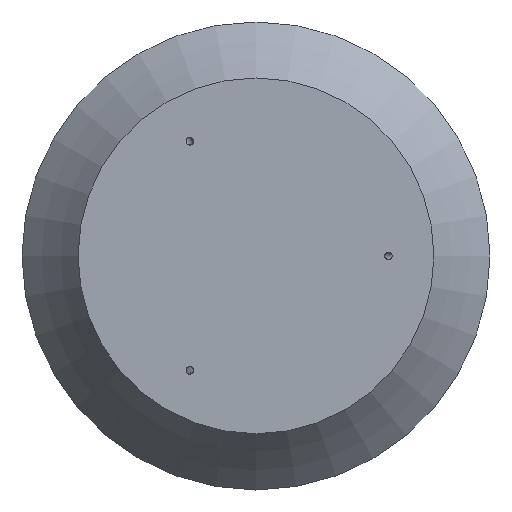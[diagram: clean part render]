
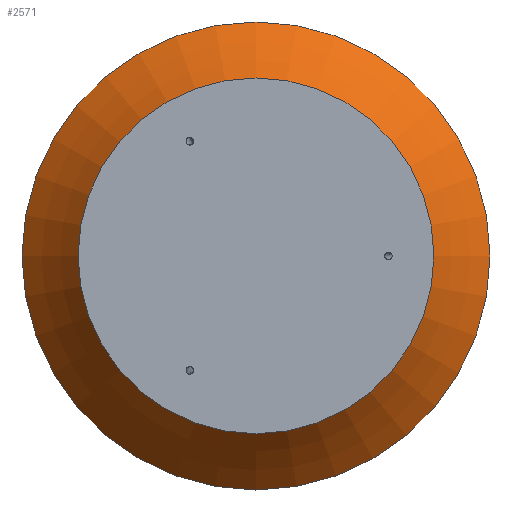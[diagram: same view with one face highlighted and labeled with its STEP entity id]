
A CAD part, top view. The second image highlights one B-rep face of the part: STEP entity #2571.
In plain terms, the highlighted toroidal (fillet/blend) face has major radius 186.941 mm and minor radius 172.364 mm.
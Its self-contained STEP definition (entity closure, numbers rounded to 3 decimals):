
#709=FACE_OUTER_BOUND('',#855,.T.);
#855=EDGE_LOOP('',(#1742,#1743,#1744,#1745,#1746));
#1014=CIRCLE('',#2732,46.778);
#1015=CIRCLE('',#2733,172.364);
#1016=CIRCLE('',#2734,61.527);
#1017=CIRCLE('',#2735,61.527);
#1051=VERTEX_POINT('',#3275);
#1052=VERTEX_POINT('',#3277);
#1053=VERTEX_POINT('',#3279);
#1328=EDGE_CURVE('',#1051,#1051,#1014,.T.);
#1329=EDGE_CURVE('',#1051,#1052,#1015,.T.);
#1330=EDGE_CURVE('',#1052,#1053,#1016,.T.);
#1331=EDGE_CURVE('',#1053,#1052,#1017,.T.);
#1742=ORIENTED_EDGE('',*,*,#1328,.F.);
#1743=ORIENTED_EDGE('',*,*,#1329,.T.);
#1744=ORIENTED_EDGE('',*,*,#1330,.T.);
#1745=ORIENTED_EDGE('',*,*,#1331,.T.);
#1746=ORIENTED_EDGE('',*,*,#1329,.F.);
#2570=TOROIDAL_SURFACE('',#2731,186.941,172.364);
#2571=ADVANCED_FACE('',(#709),#2570,.F.);
#2731=AXIS2_PLACEMENT_3D('',#3274,#2860,#2861);
#2732=AXIS2_PLACEMENT_3D('',#3276,#2862,#2863);
#2733=AXIS2_PLACEMENT_3D('',#3278,#2864,#2865);
#2734=AXIS2_PLACEMENT_3D('',#3280,#2866,#2867);
#2735=AXIS2_PLACEMENT_3D('',#3281,#2868,#2869);
#2860=DIRECTION('center_axis',(0.,0.,
-1.));
#2861=DIRECTION('ref_axis',(0.,1.,0.));
#2862=DIRECTION('center_axis',(0.,0.,1.));
#2863=DIRECTION('ref_axis',(0.,-1.,0.));
#2864=DIRECTION('center_axis',(-1.,0.,0.));
#2865=DIRECTION('ref_axis',(0.,-1.,0.));
#2866=DIRECTION('center_axis',(0.,0.,1.));
#2867=DIRECTION('ref_axis',(1.,0.,0.));
#2868=DIRECTION('center_axis',(0.,0.,1.));
#2869=DIRECTION('ref_axis',(1.,0.,0.));
#3274=CARTESIAN_POINT('Origin',(0.,0.,116.714));
#3275=CARTESIAN_POINT('',(0.,-46.778,16.395));
#3276=CARTESIAN_POINT('Origin',(0.,0.,16.395));
#3277=CARTESIAN_POINT('',(0.,-61.527,-1.526));
#3278=CARTESIAN_POINT('Origin',(0.,-186.941,
116.714));
#3279=CARTESIAN_POINT('',(0.,61.527,-1.526));
#3280=CARTESIAN_POINT('Origin',(0.,0.,-1.526));
#3281=CARTESIAN_POINT('Origin',(0.,0.,-1.526));
